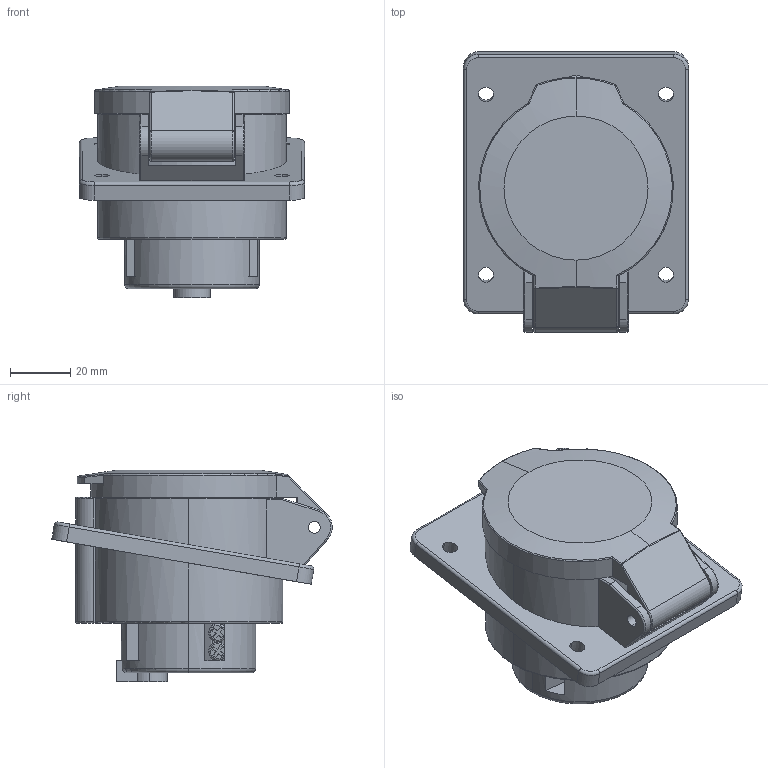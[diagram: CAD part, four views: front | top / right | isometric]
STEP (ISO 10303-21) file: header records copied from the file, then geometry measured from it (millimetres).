
FILE_DESCRIPTION (( 'STEP AP214' ), '1' );
FILE_NAME ('Ñáîðêà 415-16.STEP', '2018-09-04T07:26:28', ( '' ), ( '' ), 'SwSTEP 2.0', 'SolidWorks 2017', '' );
FILE_SCHEMA (( 'AUTOMOTIVE_DESIGN' ));
Length unit declared in the file: millimetre
Products named in the file (3): Êðûøêà 415, 414, 413; 栖闉罻 415-16; 扻豵鵨 415
Assembly tree (2 placements, depth 2):
  栖闉罻 415-16
    扻豵鵨 415
    Êðûøêà 415, 414, 413
Bounding box: 75 x 93.49 x 70.5 mm (x, y, z)
Volume: 142867 mm3; surface area: 62170.2 mm2
Topology: 3 solids, 3 shells, 447 faces, 1153 edges, 741 vertices
Faces by surface type: plane 240, cylinder 131, torus 57, cone 12, bspline 5, sphere 2
Entity records: 16499 total; most frequent: CARTESIAN_POINT 2777, DIRECTION 2390, ORIENTED_EDGE 2302, EDGE_CURVE 1151, AXIS2_PLACEMENT_3D 850, VERTEX_POINT 741, LINE 690, VECTOR 690
